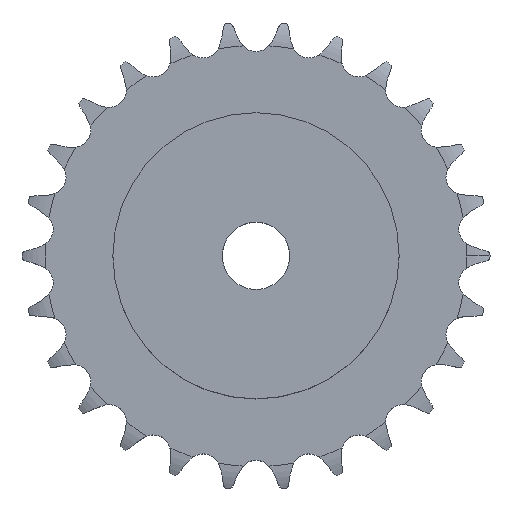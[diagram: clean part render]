
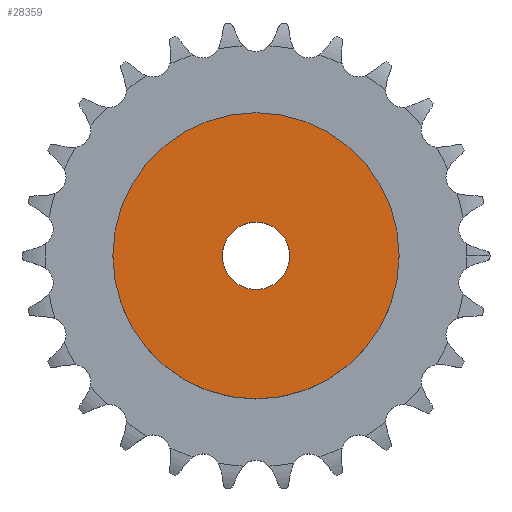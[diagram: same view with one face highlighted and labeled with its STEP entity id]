
A CAD part, top view. The second image highlights one B-rep face of the part: STEP entity #28359.
In plain terms, the highlighted planar face has unit normal (0, 0, 1).
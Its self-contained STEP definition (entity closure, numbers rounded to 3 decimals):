
#3516 = CYLINDRICAL_SURFACE('',#3517,42.5);
#3517 = AXIS2_PLACEMENT_3D('',#3518,#3519,#3520);
#3518 = CARTESIAN_POINT('',(0.,0.,0.));
#3519 = DIRECTION('',(-0.,-0.,-1.));
#3520 = DIRECTION('',(1.,0.,0.));
#17800 = VERTEX_POINT('',#17801);
#17801 = CARTESIAN_POINT('',(42.5,0.,35.));
#17822 = EDGE_CURVE('',#17800,#17800,#17823,.T.);
#17823 = SURFACE_CURVE('',#17824,(#17829,#17836),.PCURVE_S1.);
#17824 = CIRCLE('',#17825,42.5);
#17825 = AXIS2_PLACEMENT_3D('',#17826,#17827,#17828);
#17826 = CARTESIAN_POINT('',(0.,0.,35.));
#17827 = DIRECTION('',(0.,0.,1.));
#17828 = DIRECTION('',(1.,0.,0.));
#17829 = PCURVE('',#3516,#17830);
#17830 = DEFINITIONAL_REPRESENTATION('',(#17831),#17835);
#17831 = LINE('',#17832,#17833);
#17832 = CARTESIAN_POINT('',(-0.,-35.));
#17833 = VECTOR('',#17834,1.);
#17834 = DIRECTION('',(-1.,0.));
#17835 = ( GEOMETRIC_REPRESENTATION_CONTEXT(2) 
PARAMETRIC_REPRESENTATION_CONTEXT() REPRESENTATION_CONTEXT('2D SPACE',''
  ) );
#17836 = PCURVE('',#17837,#17842);
#17837 = PLANE('',#17838);
#17838 = AXIS2_PLACEMENT_3D('',#17839,#17840,#17841);
#17839 = CARTESIAN_POINT('',(0.,0.,35.
    ));
#17840 = DIRECTION('',(0.,0.,1.));
#17841 = DIRECTION('',(1.,0.,0.));
#17842 = DEFINITIONAL_REPRESENTATION('',(#17843),#17847);
#17843 = CIRCLE('',#17844,42.5);
#17844 = AXIS2_PLACEMENT_2D('',#17845,#17846);
#17845 = CARTESIAN_POINT('',(0.,0.));
#17846 = DIRECTION('',(1.,0.));
#17847 = ( GEOMETRIC_REPRESENTATION_CONTEXT(2) 
PARAMETRIC_REPRESENTATION_CONTEXT() REPRESENTATION_CONTEXT('2D SPACE',''
  ) );
#24096 = CYLINDRICAL_SURFACE('',#24097,10.);
#24097 = AXIS2_PLACEMENT_3D('',#24098,#24099,#24100);
#24098 = CARTESIAN_POINT('',(0.,0.,214.117));
#24099 = DIRECTION('',(0.,0.,1.));
#24100 = DIRECTION('',(1.,0.,0.));
#28359 = ADVANCED_FACE('',(#28360,#28363),#17837,.T.);
#28360 = FACE_BOUND('',#28361,.T.);
#28361 = EDGE_LOOP('',(#28362));
#28362 = ORIENTED_EDGE('',*,*,#17822,.T.);
#28363 = FACE_BOUND('',#28364,.T.);
#28364 = EDGE_LOOP('',(#28365));
#28365 = ORIENTED_EDGE('',*,*,#28366,.F.);
#28366 = EDGE_CURVE('',#28367,#28367,#28369,.T.);
#28367 = VERTEX_POINT('',#28368);
#28368 = CARTESIAN_POINT('',(10.,0.,35.));
#28369 = SURFACE_CURVE('',#28370,(#28375,#28382),.PCURVE_S1.);
#28370 = CIRCLE('',#28371,10.);
#28371 = AXIS2_PLACEMENT_3D('',#28372,#28373,#28374);
#28372 = CARTESIAN_POINT('',(0.,0.,35.));
#28373 = DIRECTION('',(0.,0.,1.));
#28374 = DIRECTION('',(1.,0.,0.));
#28375 = PCURVE('',#17837,#28376);
#28376 = DEFINITIONAL_REPRESENTATION('',(#28377),#28381);
#28377 = CIRCLE('',#28378,10.);
#28378 = AXIS2_PLACEMENT_2D('',#28379,#28380);
#28379 = CARTESIAN_POINT('',(0.,0.));
#28380 = DIRECTION('',(1.,0.));
#28381 = ( GEOMETRIC_REPRESENTATION_CONTEXT(2) 
PARAMETRIC_REPRESENTATION_CONTEXT() REPRESENTATION_CONTEXT('2D SPACE',''
  ) );
#28382 = PCURVE('',#24096,#28383);
#28383 = DEFINITIONAL_REPRESENTATION('',(#28384),#28388);
#28384 = LINE('',#28385,#28386);
#28385 = CARTESIAN_POINT('',(0.,-179.117));
#28386 = VECTOR('',#28387,1.);
#28387 = DIRECTION('',(1.,0.));
#28388 = ( GEOMETRIC_REPRESENTATION_CONTEXT(2) 
PARAMETRIC_REPRESENTATION_CONTEXT() REPRESENTATION_CONTEXT('2D SPACE',''
  ) );
